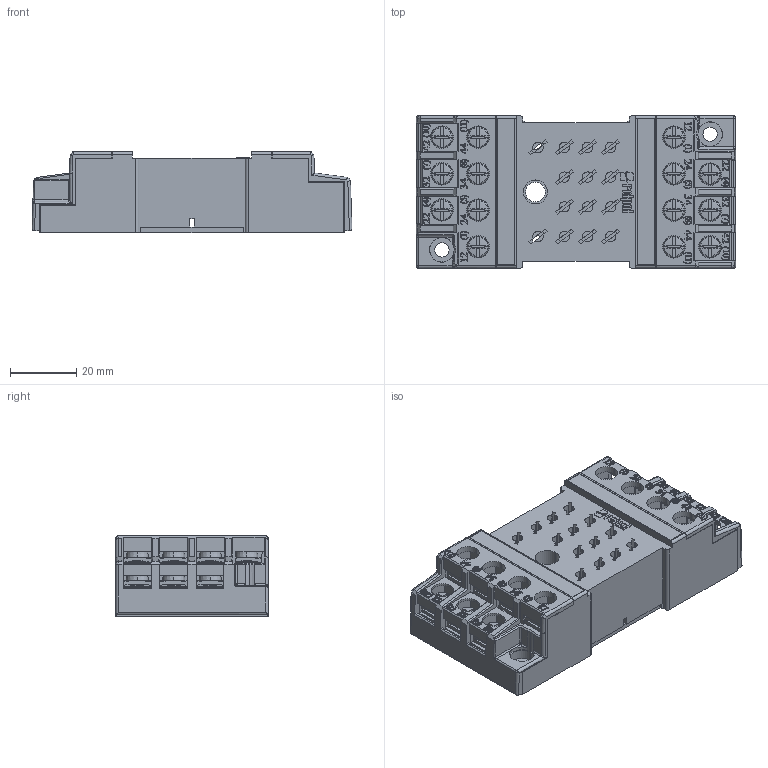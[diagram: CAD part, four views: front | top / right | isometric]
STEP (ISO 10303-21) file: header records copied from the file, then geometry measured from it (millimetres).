
FILE_DESCRIPTION (( 'STEP AP214' ), '1' );
FILE_NAME ('GZ14.STEP', '2014-09-09T06:00:42', ( '' ), ( '' ), 'SwSTEP 2.0', 'SolidWorks 2012', '' );
FILE_SCHEMA (( 'AUTOMOTIVE_DESIGN' ));
Length unit declared in the file: millimetre
Products named in the file (6): œ.ruba z podk³adk¹ i zaciskiem; GZU-1521 Wkrêt M4x6.5; GZU-1510 Nak³adka sprê¿ysta; GZU-1400  Zacisk; GZ-14 Podstawa; GZ14
Assembly tree (18 placements, depth 3):
  GZ14
    GZ-14 Podstawa
    œ.ruba z podk³adk¹ i zaciskiem  x14
      GZU-1400  Zacisk
      GZU-1510 Nak³adka sprê¿ysta
      GZU-1521 Wkrêt M4x6.5
Bounding box: 96.85 x 46.2 x 24.7 mm (x, y, z)
Volume: 75609 mm3; surface area: 44596.5 mm2
Topology: 45 solids, 45 shells, 3513 faces, 8995 edges, 5712 vertices
Faces by surface type: plane 1817, cylinder 572, bspline 542, torus 462, cone 118, sphere 2
Entity records: 92910 total; most frequent: CARTESIAN_POINT 37393, ORIENTED_EDGE 10932, DIRECTION 7833, EDGE_CURVE 5466, LINE 3853, VECTOR 3853, VERTEX_POINT 3580, EDGE_LOOP 2192
